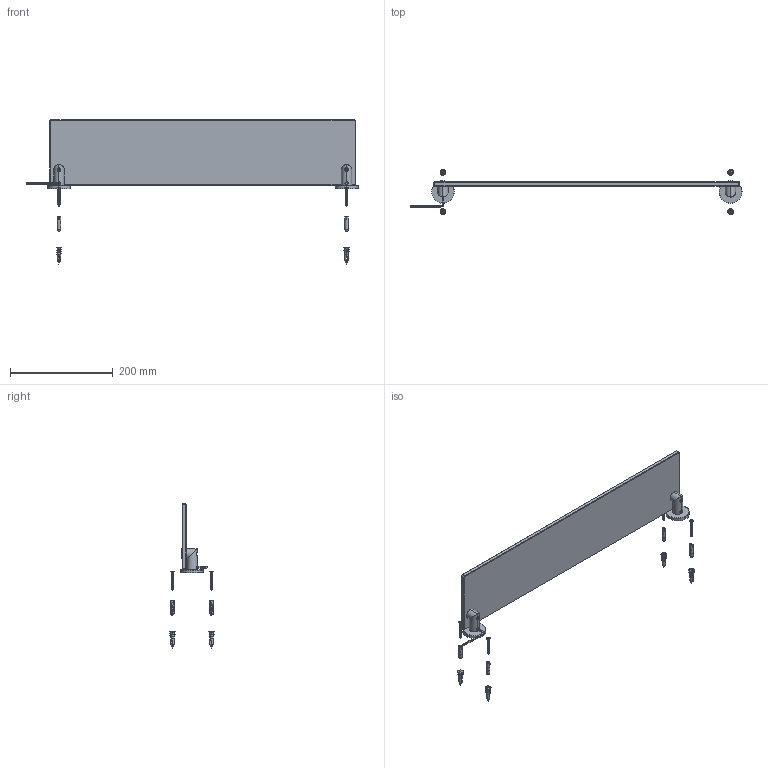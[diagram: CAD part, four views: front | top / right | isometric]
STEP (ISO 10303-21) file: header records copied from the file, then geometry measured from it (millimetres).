
FILE_DESCRIPTION((''),'2;1');
FILE_NAME('4634T_ASM','2010-12-20T',('ravindrashirol'),(''),'PRO/ENGINEER BY PARAMETRIC TECHNOLOGY CORPORATION, 2009300','PRO/ENGINEER BY PARAMETRIC TECHNOLOGY CORPORATION, 2009300','');
FILE_SCHEMA(('CONFIG_CONTROL_DESIGN'));
Length unit declared in the file: inch
Products named in the file (16): 2834-24TSCL; 7-657; 40376; 7-688_ASM; 40383; 91481; 92420; 7-672_ASM; 92461; 10615; 02XXG; 92274; 91479; 91460; 1-206_ASM; 4634T_ASM
Assembly tree (23 placements, depth 3):
  4634T_ASM
    2834-24TSCL
    7-688_ASM  x2
      7-657
      40376
    7-672_ASM  x2
      40383
      91481
      92420
    92461  x2
    10615
    02XXG  x2
    1-206_ASM  x2
      92274
      91479
      91460
Bounding box: 645.03 x 87.4 x 280.76 mm (x, y, z)
Volume: 657411.7 mm3; surface area: 212016.2 mm2
Topology: 36 solids, 44 shells, 1808 faces, 4706 edges, 2978 vertices
Faces by surface type: plane 666, cylinder 464, torus 424, bspline 126, cone 112, sphere 8, extrusion 8
Entity records: 41733 total; most frequent: CARTESIAN_POINT 24373, ORIENTED_EDGE 3716, DIRECTION 3276, EDGE_CURVE 1872, VERTEX_POINT 1200, AXIS2_PLACEMENT_3D 1167, VECTOR 942, LINE 940
